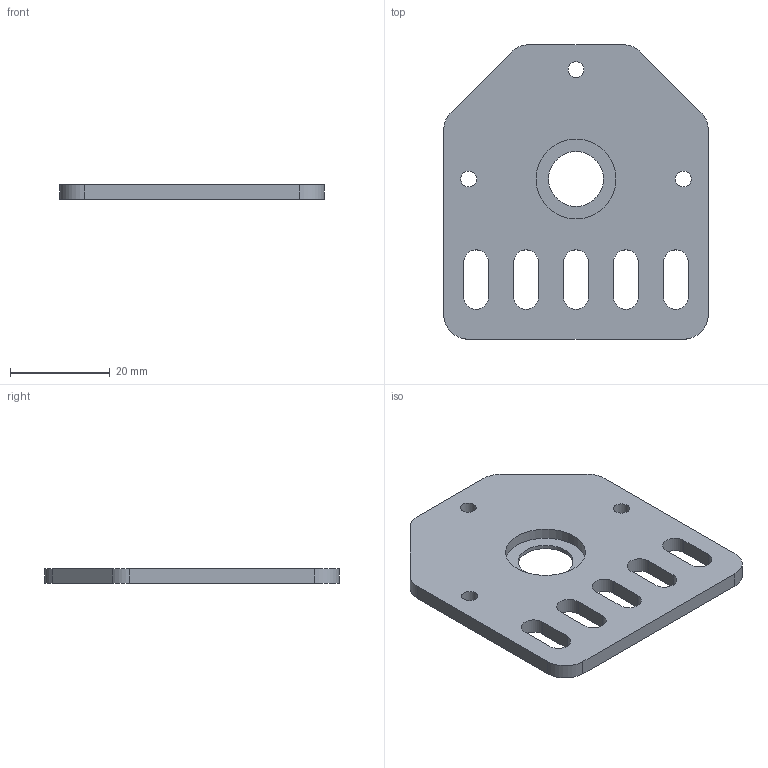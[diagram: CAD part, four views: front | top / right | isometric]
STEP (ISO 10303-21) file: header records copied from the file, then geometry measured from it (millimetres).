
FILE_DESCRIPTION(/* description */ ('THREADED ROD PLATE'),/* implementation_level */ '2;1');
FILE_NAME(/* name */ 'THREADED ROD PLATE (T3.53.59).stp',/* time_stamp */ '2023-03-02T15:52:18+02:00',/* author */ ('arnold.brand'),/* organization */ (''),/* preprocessor_version */ 'ST-DEVELOPER v19.2',/* originating_system */ 'Autodesk Inventor 2023',/* authorisation */ '');
FILE_SCHEMA (('AUTOMOTIVE_DESIGN { 1 0 10303 214 3 1 1 }'));
Length unit declared in the file: millimetre
Products named in the file (1): THREADED ROD PLATE (T3.53.59)
Bounding box: 53 x 59 x 3 mm (x, y, z)
Volume: 7264.6 mm3; surface area: 6273.7 mm2
Topology: 1 solids, 1 shells, 40 faces, 111 edges, 74 vertices
Faces by surface type: cylinder 21, plane 19
Full cylindrical faces by diameter (mm): 3.2 x3, 11 x1, 16 x1
Entity records: 1376 total; most frequent: DIRECTION 235, CARTESIAN_POINT 226, ORIENTED_EDGE 222, EDGE_CURVE 111, AXIS2_PLACEMENT_3D 83, VERTEX_POINT 74, LINE 69, VECTOR 69
